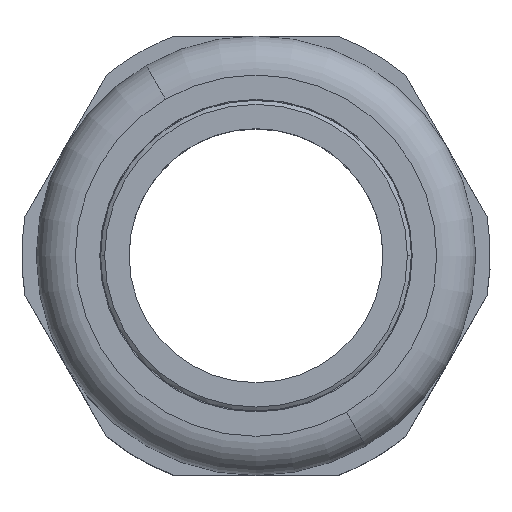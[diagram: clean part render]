
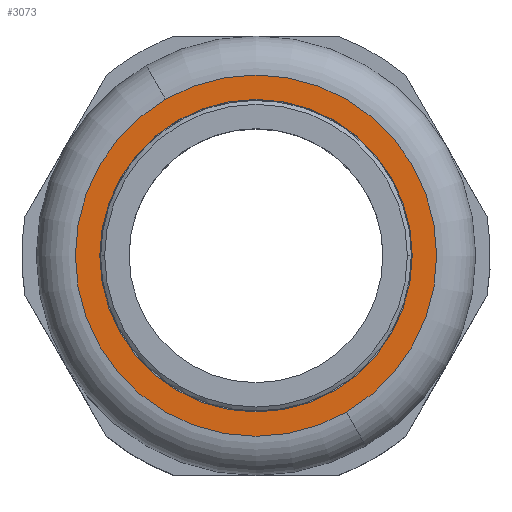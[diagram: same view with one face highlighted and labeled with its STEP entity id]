
A CAD part, top view. The second image highlights one B-rep face of the part: STEP entity #3073.
In plain terms, the highlighted planar face has unit normal (0, 0, 1).
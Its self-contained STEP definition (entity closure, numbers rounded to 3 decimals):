
#2957=AXIS2_PLACEMENT_3D('Circle Axis2P3D',#2955,#2956,$) ;
#2983=AXIS2_PLACEMENT_3D('Circle Axis2P3D',#2981,#2982,$) ;
#3007=AXIS2_PLACEMENT_3D('Circle Axis2P3D',#3005,#3006,$) ;
#3048=AXIS2_PLACEMENT_3D('Plane Axis2P3D',#3045,#3046,#3047) ;
#3052=AXIS2_PLACEMENT_3D('Circle Axis2P3D',#3050,#3051,$) ;
#3061=AXIS2_PLACEMENT_3D('Circle Axis2P3D',#3059,#3060,$) ;
#2955=CARTESIAN_POINT('Axis2P3D Location',(24.,22.5,69.02)) ;
#2959=CARTESIAN_POINT('Vertex',(32.,8.644,69.02)) ;
#2961=CARTESIAN_POINT('Vertex',(16.,36.356,69.02)) ;
#2981=CARTESIAN_POINT('Axis2P3D Location',(24.,22.5,69.02)) ;
#2985=CARTESIAN_POINT('Vertex',(40.,22.5,69.02)) ;
#3005=CARTESIAN_POINT('Axis2P3D Location',(24.,22.5,69.02)) ;
#3045=CARTESIAN_POINT('Axis2P3D Location',(24.,22.5,69.02)) ;
#3050=CARTESIAN_POINT('Axis2P3D Location',(24.,22.5,69.02)) ;
#3054=CARTESIAN_POINT('Vertex',(33.25,6.479,69.02)) ;
#3056=CARTESIAN_POINT('Vertex',(14.75,38.521,69.02)) ;
#3059=CARTESIAN_POINT('Axis2P3D Location',(24.,22.5,69.02)) ;
#2956=DIRECTION('Axis2P3D Direction',(0.,0.,-1.)) ;
#2982=DIRECTION('Axis2P3D Direction',(0.,0.,-1.)) ;
#3006=DIRECTION('Axis2P3D Direction',(0.,0.,-1.)) ;
#3046=DIRECTION('Axis2P3D Direction',(-0.,0.,1.)) ;
#3047=DIRECTION('Axis2P3D XDirection',(0.5,-0.866,0.)) ;
#3051=DIRECTION('Axis2P3D Direction',(-0.,0.,1.)) ;
#3060=DIRECTION('Axis2P3D Direction',(-0.,0.,1.)) ;
#3065=ORIENTED_EDGE('',*,*,#3058,.T.) ;
#3066=ORIENTED_EDGE('',*,*,#3063,.T.) ;
#3069=ORIENTED_EDGE('',*,*,#2987,.T.) ;
#3070=ORIENTED_EDGE('',*,*,#3009,.T.) ;
#3071=ORIENTED_EDGE('',*,*,#2963,.T.) ;
#3072=FACE_BOUND('',#3068,.T.) ;
#3073=ADVANCED_FACE('Hauptk\X2\00F6\X0\rper.1',(#3067,#3072),#3049,.T.) ;
#2958=CIRCLE('generated circle',#2957,16.) ;
#2984=CIRCLE('generated circle',#2983,16.) ;
#3008=CIRCLE('generated circle',#3007,16.) ;
#3053=CIRCLE('generated circle',#3052,18.5) ;
#3062=CIRCLE('generated circle',#3061,18.5) ;
#2963=EDGE_CURVE('',#2960,#2962,#2958,.T.) ;
#2987=EDGE_CURVE('',#2962,#2986,#2984,.T.) ;
#3009=EDGE_CURVE('',#2986,#2960,#3008,.T.) ;
#3058=EDGE_CURVE('',#3055,#3057,#3053,.T.) ;
#3063=EDGE_CURVE('',#3057,#3055,#3062,.T.) ;
#3064=EDGE_LOOP('',(#3065,#3066)) ;
#3068=EDGE_LOOP('',(#3069,#3070,#3071)) ;
#3067=FACE_OUTER_BOUND('',#3064,.T.) ;
#3049=PLANE('',#3048) ;
#2960=VERTEX_POINT('',#2959) ;
#2962=VERTEX_POINT('',#2961) ;
#2986=VERTEX_POINT('',#2985) ;
#3055=VERTEX_POINT('',#3054) ;
#3057=VERTEX_POINT('',#3056) ;
